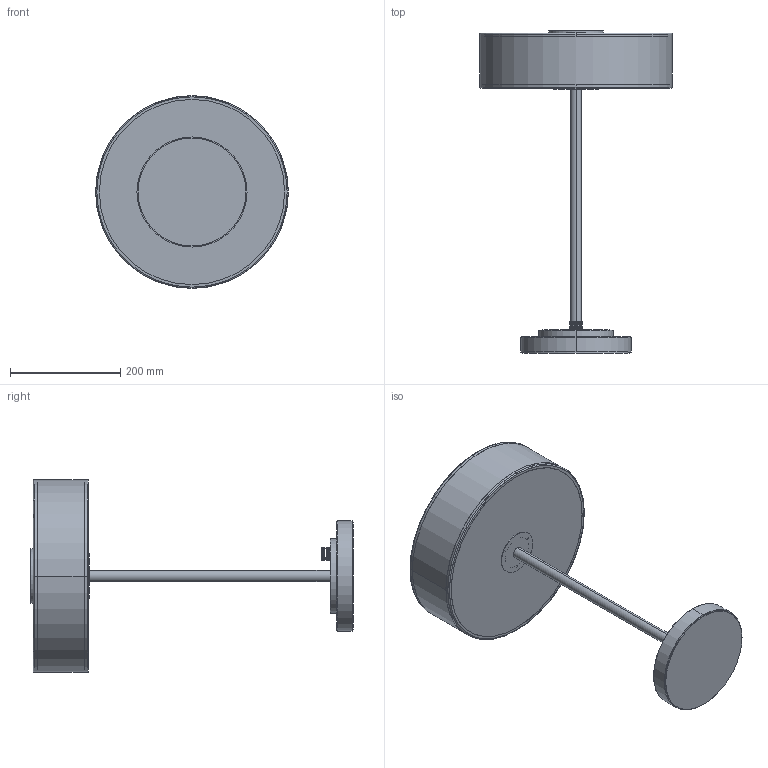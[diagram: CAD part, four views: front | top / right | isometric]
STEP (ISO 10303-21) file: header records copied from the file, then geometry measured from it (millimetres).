
FILE_DESCRIPTION (( 'STEP AP203' ), '1' );
FILE_NAME ('RI 23 TL._exported.step', '2025-02-09T08:18:47', ( '' ), ( '' ), 'SwSTEP 2.0', 'SolidWorks 2023', '' );
FILE_SCHEMA (( 'CONFIG_CONTROL_DESIGN' ));
Length unit declared in the file: millimetre
Products named in the file (1): RI 23 TL._exported
Bounding box: 350.5 x 586 x 350.5 mm (x, y, z)
Surface area: 476522.3 mm2 (no closed solid volume)
Topology: 0 solids, 9 shells, 123 faces, 562 edges, 456 vertices
Faces by surface type: cylinder 88, torus 18, plane 17
Entity records: 7171 total; most frequent: CARTESIAN_POINT 2722, DIRECTION 964, ORIENTED_EDGE 748, EDGE_CURVE 562, VERTEX_POINT 456, AXIS2_PLACEMENT_3D 414, CIRCLE 290, B_SPLINE_CURVE_WITH_KNOTS 136
